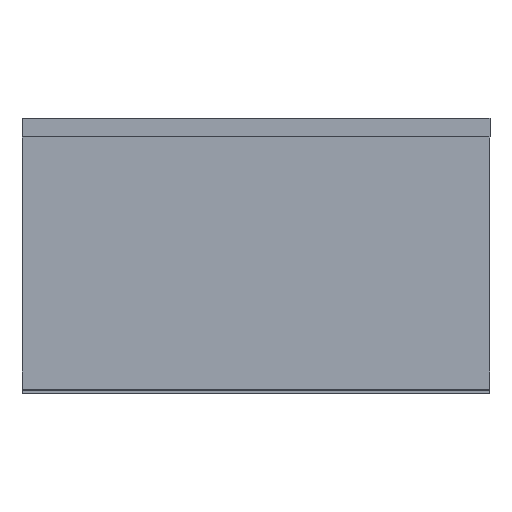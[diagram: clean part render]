
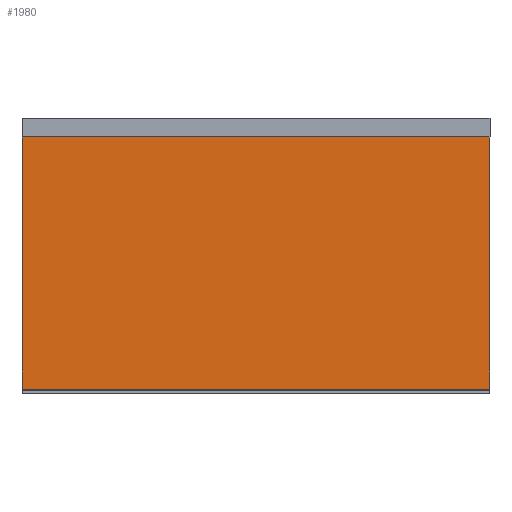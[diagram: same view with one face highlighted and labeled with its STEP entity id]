
A CAD part, top view. The second image highlights one B-rep face of the part: STEP entity #1980.
In plain terms, the highlighted planar face has unit normal (0, 0, 1).
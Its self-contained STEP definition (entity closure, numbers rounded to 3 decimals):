
#28 = CARTESIAN_POINT ( 'NONE',  ( -19., -16.9, 207. ) ) ;
#73 = CARTESIAN_POINT ( 'NONE',  ( 19., -19.4, 207. ) ) ;
#152 = ORIENTED_EDGE ( 'NONE', *, *, #1067, .T. ) ;
#184 = DIRECTION ( 'NONE',  ( -1., 0., 0. ) ) ;
#244 = LINE ( 'NONE', #2263, #513 ) ;
#255 = ORIENTED_EDGE ( 'NONE', *, *, #736, .T. ) ;
#313 = LINE ( 'NONE', #1265, #2516 ) ;
#317 = VECTOR ( 'NONE', #1312, 1000. ) ;
#411 = DIRECTION ( 'NONE',  ( 0., 0., -1. ) ) ;
#476 = ORIENTED_EDGE ( 'NONE', *, *, #1133, .F. ) ;
#479 = DIRECTION ( 'NONE',  ( 0., -1., 0. ) ) ;
#491 = ORIENTED_EDGE ( 'NONE', *, *, #964, .F. ) ;
#513 = VECTOR ( 'NONE', #1216, 1000. ) ;
#723 = CARTESIAN_POINT ( 'NONE',  ( 19., 0., 207. ) ) ;
#733 = CARTESIAN_POINT ( 'NONE',  ( 19., -16.9, 207. ) ) ;
#736 = EDGE_CURVE ( 'NONE', #1841, #985, #244, .T. ) ;
#744 = CARTESIAN_POINT ( 'NONE',  ( 19., 0., 207. ) ) ;
#772 = EDGE_CURVE ( 'NONE', #1841, #2403, #1642, .T. ) ;
#837 = CARTESIAN_POINT ( 'NONE',  ( 19., 0.1, 207. ) ) ;
#862 = PLANE ( 'NONE',  #2484 ) ;
#888 = CARTESIAN_POINT ( 'NONE',  ( -19., 1.1, 207. ) ) ;
#910 = DIRECTION ( 'NONE',  ( 0., 1., 0. ) ) ;
#964 = EDGE_CURVE ( 'NONE', #2110, #985, #313, .T. ) ;
#985 = VERTEX_POINT ( 'NONE', #1020 ) ;
#1020 = CARTESIAN_POINT ( 'NONE',  ( -19., -19.4, 207. ) ) ;
#1067 = EDGE_CURVE ( 'NONE', #2566, #2236, #2324, .T. ) ;
#1133 = EDGE_CURVE ( 'NONE', #2566, #2318, #2103, .T. ) ;
#1214 = CARTESIAN_POINT ( 'NONE',  ( 19., 0.1, 207. ) ) ;
#1216 = DIRECTION ( 'NONE',  ( 0., -1., 0. ) ) ;
#1250 = DIRECTION ( 'NONE',  ( -1., 0., 0. ) ) ;
#1258 = ORIENTED_EDGE ( 'NONE', *, *, #772, .F. ) ;
#1265 = CARTESIAN_POINT ( 'NONE',  ( 0., -19.4, 207. ) ) ;
#1312 = DIRECTION ( 'NONE',  ( 0., 1., 0. ) ) ;
#1313 = VECTOR ( 'NONE', #479, 1000. ) ;
#1352 = EDGE_CURVE ( 'NONE', #2318, #2110, #2528, .T. ) ;
#1373 = CARTESIAN_POINT ( 'NONE',  ( 0., 0., 207. ) ) ;
#1421 = EDGE_LOOP ( 'NONE', ( #476, #152, #2759, #2408, #1258, #255, #491, #2339 ) ) ;
#1549 = LINE ( 'NONE', #1803, #1717 ) ;
#1580 = CARTESIAN_POINT ( 'NONE',  ( 19., 1.1, 207. ) ) ;
#1581 = VECTOR ( 'NONE', #2765, 1000. ) ;
#1642 = LINE ( 'NONE', #1829, #1581 ) ;
#1717 = VECTOR ( 'NONE', #1779, 1000. ) ;
#1727 = VECTOR ( 'NONE', #910, 1000. ) ;
#1779 = DIRECTION ( 'NONE',  ( -1., 0., 0. ) ) ;
#1803 = CARTESIAN_POINT ( 'NONE',  ( 0., 1.1, 207. ) ) ;
#1829 = CARTESIAN_POINT ( 'NONE',  ( -19., 0., 207. ) ) ;
#1841 = VERTEX_POINT ( 'NONE', #28 ) ;
#1889 = DIRECTION ( 'NONE',  ( 0., -1., 0. ) ) ;
#1949 = VECTOR ( 'NONE', #1889, 1000. ) ;
#1980 = ADVANCED_FACE ( 'NONE', ( #2697 ), #862, .F. ) ;
#2053 = CARTESIAN_POINT ( 'NONE',  ( -19., 0.1, 207. ) ) ;
#2103 = LINE ( 'NONE', #744, #1949 ) ;
#2110 = VERTEX_POINT ( 'NONE', #73 ) ;
#2233 = CARTESIAN_POINT ( 'NONE',  ( -19., 0., 207. ) ) ;
#2236 = VERTEX_POINT ( 'NONE', #1580 ) ;
#2263 = CARTESIAN_POINT ( 'NONE',  ( -19., -16.9, 207. ) ) ;
#2283 = VERTEX_POINT ( 'NONE', #888 ) ;
#2318 = VERTEX_POINT ( 'NONE', #733 ) ;
#2324 = LINE ( 'NONE', #1214, #1727 ) ;
#2339 = ORIENTED_EDGE ( 'NONE', *, *, #1352, .F. ) ;
#2403 = VERTEX_POINT ( 'NONE', #2053 ) ;
#2408 = ORIENTED_EDGE ( 'NONE', *, *, #2567, .F. ) ;
#2484 = AXIS2_PLACEMENT_3D ( 'NONE', #1373, #411, #184 ) ;
#2516 = VECTOR ( 'NONE', #1250, 1000. ) ;
#2528 = LINE ( 'NONE', #723, #1313 ) ;
#2566 = VERTEX_POINT ( 'NONE', #837 ) ;
#2567 = EDGE_CURVE ( 'NONE', #2403, #2283, #2900, .T. ) ;
#2697 = FACE_OUTER_BOUND ( 'NONE', #1421, .T. ) ;
#2759 = ORIENTED_EDGE ( 'NONE', *, *, #2914, .T. ) ;
#2765 = DIRECTION ( 'NONE',  ( 0., 1., 0. ) ) ;
#2900 = LINE ( 'NONE', #2233, #317 ) ;
#2914 = EDGE_CURVE ( 'NONE', #2236, #2283, #1549, .T. ) ;
